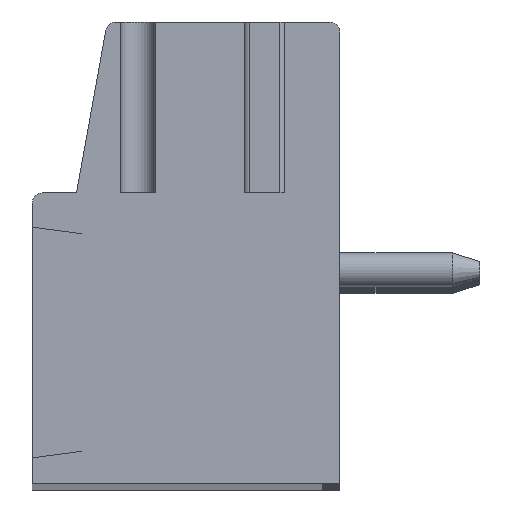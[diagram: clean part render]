
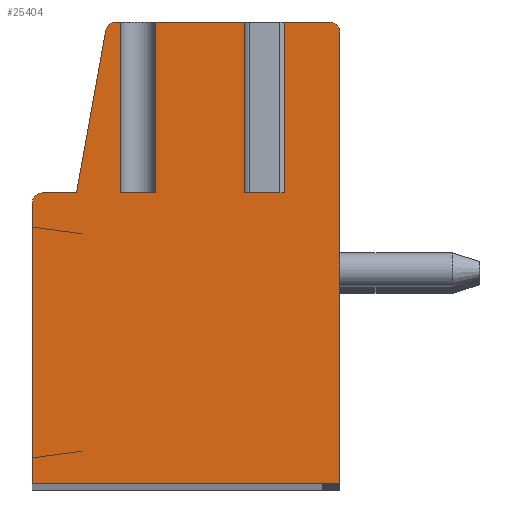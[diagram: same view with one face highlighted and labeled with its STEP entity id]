
A CAD part, top view. The second image highlights one B-rep face of the part: STEP entity #25404.
In plain terms, the highlighted planar face has unit normal (0, 0, 1).
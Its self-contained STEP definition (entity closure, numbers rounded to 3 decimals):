
#52=DIRECTION('',(1.,0.,0.));
#53=VECTOR('',#52,1.);
#54=CARTESIAN_POINT('',(-1.9,3.36,107.5));
#55=LINE('',#54,#53);
#56=DIRECTION('',(0.,1.,0.));
#57=VECTOR('',#56,5.);
#58=CARTESIAN_POINT('',(-0.9,3.36,107.5));
#59=LINE('',#58,#57);
#60=DIRECTION('',(-1.,0.,0.));
#61=VECTOR('',#60,2.8);
#62=CARTESIAN_POINT('',(1.9,8.36,107.5));
#63=LINE('',#62,#61);
#64=DIRECTION('',(0.,1.,0.));
#65=VECTOR('',#64,5.);
#66=CARTESIAN_POINT('',(1.9,3.36,107.5));
#67=LINE('',#66,#65);
#68=DIRECTION('',(1.,0.,0.));
#69=VECTOR('',#68,0.8);
#70=CARTESIAN_POINT('',(1.9,3.36,107.5));
#71=LINE('',#70,#69);
#72=DIRECTION('',(0.,1.,0.));
#73=VECTOR('',#72,5.);
#74=CARTESIAN_POINT('',(2.7,3.36,107.5));
#75=LINE('',#74,#73);
#76=DIRECTION('',(-1.,0.,0.));
#77=VECTOR('',#76,1.5);
#78=CARTESIAN_POINT('',(4.2,8.36,107.5));
#79=LINE('',#78,#77);
#80=CARTESIAN_POINT('',(4.2,8.06,107.5));
#81=DIRECTION('',(0.,0.,1.));
#82=DIRECTION('',(1.,0.,0.));
#83=AXIS2_PLACEMENT_3D('',#80,#81,#82);
#85=DIRECTION('',(0.,1.,0.));
#86=VECTOR('',#85,13.2);
#87=CARTESIAN_POINT('',(4.5,-5.14,107.5));
#88=LINE('',#87,#86);
#89=DIRECTION('',(1.,0.,0.));
#90=VECTOR('',#89,9.);
#91=CARTESIAN_POINT('',(-4.5,-5.14,107.5));
#92=LINE('',#91,#90);
#93=DIRECTION('',(0.,-1.,0.));
#94=VECTOR('',#93,8.2);
#95=CARTESIAN_POINT('',(-4.5,3.06,107.5));
#96=LINE('',#95,#94);
#97=CARTESIAN_POINT('',(-4.2,3.06,107.5));
#98=DIRECTION('',(0.,0.,1.));
#99=DIRECTION('',(0.,1.,0.));
#100=AXIS2_PLACEMENT_3D('',#97,#98,#99);
#102=DIRECTION('',(-1.,0.,0.));
#103=VECTOR('',#102,1.);
#104=CARTESIAN_POINT('',(-3.2,3.36,107.5));
#105=LINE('',#104,#103);
#106=DIRECTION('',(-0.177,-0.984,0.));
#107=VECTOR('',#106,4.829);
#108=CARTESIAN_POINT('',(-2.345,8.113,107.5));
#109=LINE('',#108,#107);
#110=CARTESIAN_POINT('',(-2.05,8.06,107.5));
#111=DIRECTION('',(0.,0.,1.));
#112=DIRECTION('',(0.,1.,0.));
#113=AXIS2_PLACEMENT_3D('',#110,#111,#112);
#115=DIRECTION('',(-1.,0.,0.));
#116=VECTOR('',#115,0.15);
#117=CARTESIAN_POINT('',(-1.9,8.36,107.5));
#118=LINE('',#117,#116);
#119=DIRECTION('',(0.,1.,0.));
#120=VECTOR('',#119,5.);
#121=CARTESIAN_POINT('',(-1.9,3.36,107.5));
#122=LINE('',#121,#120);
#19714=CARTESIAN_POINT('',(4.5,-5.14,107.5));
#19715=CARTESIAN_POINT('',(4.5,8.06,107.5));
#19716=VERTEX_POINT('',#19714);
#19717=VERTEX_POINT('',#19715);
#19718=CARTESIAN_POINT('',(4.2,8.36,107.5));
#19719=VERTEX_POINT('',#19718);
#19720=CARTESIAN_POINT('',(-2.05,8.36,107.5));
#19721=CARTESIAN_POINT('',(-2.345,8.113,107.5));
#19722=VERTEX_POINT('',#19720);
#19723=VERTEX_POINT('',#19721);
#19724=CARTESIAN_POINT('',(-3.2,3.36,107.5));
#19725=VERTEX_POINT('',#19724);
#19726=CARTESIAN_POINT('',(-4.2,3.36,107.5));
#19727=VERTEX_POINT('',#19726);
#19728=CARTESIAN_POINT('',(-4.5,3.06,107.5));
#19729=VERTEX_POINT('',#19728);
#19730=CARTESIAN_POINT('',(-4.5,-5.14,107.5));
#19731=VERTEX_POINT('',#19730);
#20019=CARTESIAN_POINT('',(1.9,3.36,107.5));
#20020=CARTESIAN_POINT('',(2.7,3.36,107.5));
#20021=VERTEX_POINT('',#20019);
#20022=VERTEX_POINT('',#20020);
#20023=CARTESIAN_POINT('',(2.7,8.36,107.5));
#20024=VERTEX_POINT('',#20023);
#20025=CARTESIAN_POINT('',(1.9,8.36,107.5));
#20026=VERTEX_POINT('',#20025);
#20047=CARTESIAN_POINT('',(-1.9,3.36,107.5));
#20048=CARTESIAN_POINT('',(-0.9,3.36,107.5));
#20049=VERTEX_POINT('',#20047);
#20050=VERTEX_POINT('',#20048);
#20051=CARTESIAN_POINT('',(-0.9,8.36,107.5));
#20052=VERTEX_POINT('',#20051);
#20053=CARTESIAN_POINT('',(-1.9,8.36,107.5));
#20054=VERTEX_POINT('',#20053);
#25363=CARTESIAN_POINT('',(0.,0.,107.5));
#25364=DIRECTION('',(0.,0.,1.));
#25365=DIRECTION('',(1.,0.,0.));
#25366=AXIS2_PLACEMENT_3D('',#25363,#25364,#25365);
#25367=PLANE('',#25366);
#25369=ORIENTED_EDGE('',*,*,#25368,.T.);
#25371=ORIENTED_EDGE('',*,*,#25370,.T.);
#25373=ORIENTED_EDGE('',*,*,#25372,.F.);
#25375=ORIENTED_EDGE('',*,*,#25374,.F.);
#25377=ORIENTED_EDGE('',*,*,#25376,.T.);
#25379=ORIENTED_EDGE('',*,*,#25378,.T.);
#25381=ORIENTED_EDGE('',*,*,#25380,.F.);
#25383=ORIENTED_EDGE('',*,*,#25382,.F.);
#25385=ORIENTED_EDGE('',*,*,#25384,.F.);
#25387=ORIENTED_EDGE('',*,*,#25386,.F.);
#25389=ORIENTED_EDGE('',*,*,#25388,.F.);
#25391=ORIENTED_EDGE('',*,*,#25390,.F.);
#25393=ORIENTED_EDGE('',*,*,#25392,.F.);
#25395=ORIENTED_EDGE('',*,*,#25394,.F.);
#25397=ORIENTED_EDGE('',*,*,#25396,.F.);
#25399=ORIENTED_EDGE('',*,*,#25398,.F.);
#25401=ORIENTED_EDGE('',*,*,#25400,.F.);
#25402=EDGE_LOOP('',(#25369,#25371,#25373,#25375,#25377,#25379,#25381,#25383,
#25385,#25387,#25389,#25391,#25393,#25395,#25397,#25399,#25401));
#25403=FACE_OUTER_BOUND('',#25402,.F.);
#84=CIRCLE('',#83,0.3);
#101=CIRCLE('',#100,0.3);
#114=CIRCLE('',#113,0.3);
#25368=EDGE_CURVE('',#20049,#20050,#55,.T.);
#25370=EDGE_CURVE('',#20050,#20052,#59,.T.);
#25372=EDGE_CURVE('',#20026,#20052,#63,.T.);
#25374=EDGE_CURVE('',#20021,#20026,#67,.T.);
#25376=EDGE_CURVE('',#20021,#20022,#71,.T.);
#25378=EDGE_CURVE('',#20022,#20024,#75,.T.);
#25380=EDGE_CURVE('',#19719,#20024,#79,.T.);
#25382=EDGE_CURVE('',#19717,#19719,#84,.T.);
#25384=EDGE_CURVE('',#19716,#19717,#88,.T.);
#25386=EDGE_CURVE('',#19731,#19716,#92,.T.);
#25388=EDGE_CURVE('',#19729,#19731,#96,.T.);
#25390=EDGE_CURVE('',#19727,#19729,#101,.T.);
#25392=EDGE_CURVE('',#19725,#19727,#105,.T.);
#25394=EDGE_CURVE('',#19723,#19725,#109,.T.);
#25396=EDGE_CURVE('',#19722,#19723,#114,.T.);
#25398=EDGE_CURVE('',#20054,#19722,#118,.T.);
#25400=EDGE_CURVE('',#20049,#20054,#122,.T.);
#25404=ADVANCED_FACE('',(#25403),#25367,.T.);
